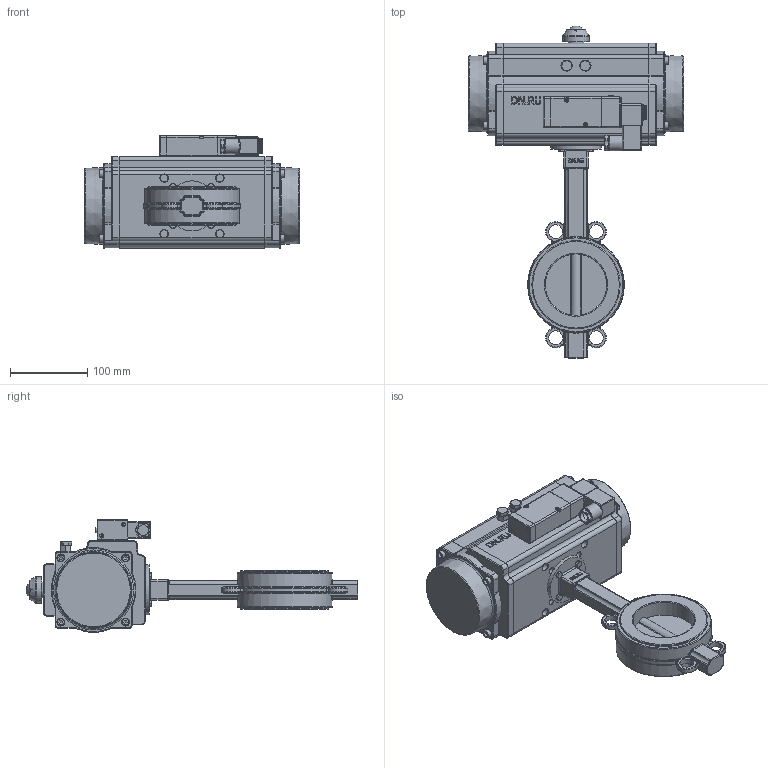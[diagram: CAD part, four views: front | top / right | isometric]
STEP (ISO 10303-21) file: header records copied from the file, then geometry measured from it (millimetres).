
FILE_DESCRIPTION(/* description */ (''),/* implementation_level */ '2;1');
FILE_NAME(/* name */ 'DN80_3D_STEP.stp',/* time_stamp */ '2025-02-01T15:24:10+03:00',/* author */ ('igorr'),/* organization */ (''),/* preprocessor_version */ 'ST-DEVELOPER v20',/* originating_system */ 'Autodesk Inventor 2025',/* authorisation */ '');
FILE_SCHEMA (('AUTOMOTIVE_DESIGN { 1 0 10303 214 3 1 1 }'));
Length unit declared in the file: millimetre
Products named in the file (13): Сборка; Деталь; ПНЕВМОРАСПРЕДЕЛИТЕЛЬ 
В СБОРЕ; ПНЕВМОРАСПРЕДЕЛИТЕЛЬ; AS 1420 - 1973 - M3 x 6; AS 1427 - M3 x 5; AS 1110 - M5 x 10; Сборка_1; Деталь1; JIS B 1111 - M8x10; AS 1420 - 1973 - M6 x 10; ANSI B18.2.4.2M - M8x1,25; AS 1110 - M8 x 12
Assembly tree (27 placements, depth 3):
  Сборка
    Деталь
    ПНЕВМОРАСПРЕДЕЛИТЕЛЬ 
В СБОРЕ
      ПНЕВМОРАСПРЕДЕЛИТЕЛЬ
      AS 1420 - 1973 - M3 x 6  x2
      AS 1427 - M3 x 5  x3
    AS 1110 - M5 x 10  x4
    Сборка_1
      Деталь1
      JIS B 1111 - M8x10
      AS 1420 - 1973 - M6 x 10  x8
      ANSI B18.2.4.2M - M8x1,25  x2
      AS 1110 - M8 x 12  x2
Bounding box: 279 x 430.63 x 145.85 mm (x, y, z)
Volume: 4081912.6 mm3; surface area: 348321.3 mm2
Topology: 26 solids, 26 shells, 1522 faces, 3683 edges, 2280 vertices
Faces by surface type: plane 600, cylinder 430, torus 206, cone 145, bspline 122, sphere 19
Full cylindrical faces by diameter (mm): 1 x2, 2.693 x3, 3 x5, 4 x1, 5 x14, 5.3 x3, 5.5 x2, 6 x13, 6.647 x2, 6.75 x1, 7 x12, 8 x13, 10 x12, 11.89 x2, 13 x2, 14 x1, 15 x1, 16 x3, 17.8 x1, 18 x4, 20 x3, 34 x1, 45 x1, 47 x1, 47.271 x1, 65 x1, 80 x1, 114.5 x2, 123.5 x2
Entity records: 40956 total; most frequent: CARTESIAN_POINT 10666, DIRECTION 6209, ORIENTED_EDGE 5946, EDGE_CURVE 2973, AXIS2_PLACEMENT_3D 2490, VERTEX_POINT 1839, CIRCLE 1342, EDGE_LOOP 1340
